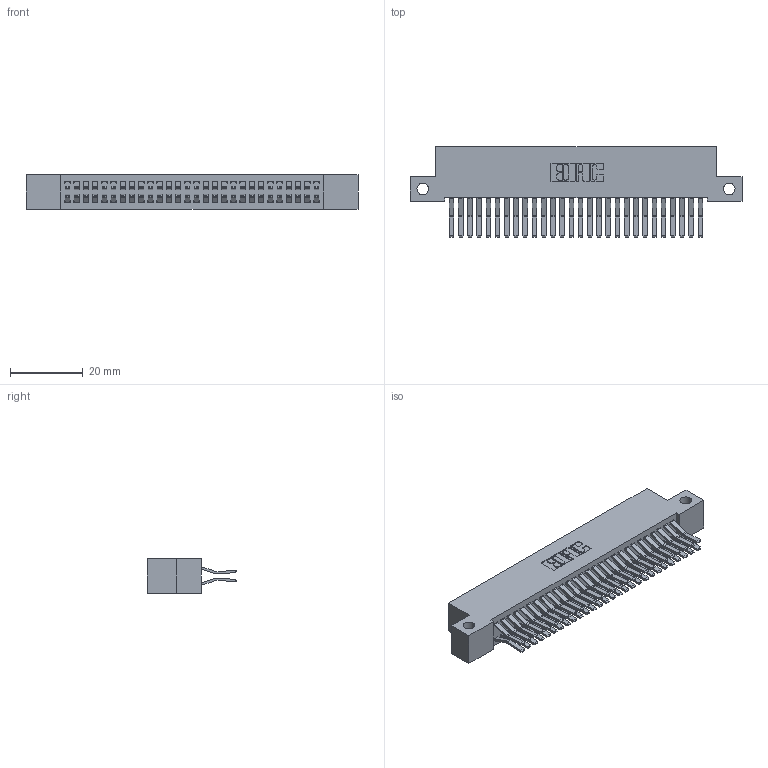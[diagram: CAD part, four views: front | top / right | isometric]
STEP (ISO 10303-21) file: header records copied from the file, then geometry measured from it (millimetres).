
FILE_DESCRIPTION (( 'STEP AP203' ), '1' );
FILE_NAME ('342-056-560-212.STEP', '2019-10-03T11:50:57', ( '' ), ( '' ), 'SwSTEP 2.0', 'SolidWorks 2016', '' );
FILE_SCHEMA (( 'CONFIG_CONTROL_DESIGN' ));
Length unit declared in the file: inch
Products named in the file (3): 342 Part_Side Mount; 345-292-001_560 Tail; 342-056-560-212
Assembly tree (57 placements, depth 2):
  342-056-560-212
    342 Part_Side Mount
    345-292-001_560 Tail  x56
Bounding box: 91.44 x 24.78 x 9.4 mm (x, y, z)
Volume: 8443.3 mm3; surface area: 14120.5 mm2
Topology: 57 solids, 57 shells, 3134 faces, 9315 edges, 6134 vertices
Faces by surface type: plane 2082, cylinder 1052
Entity records: 19783 total; most frequent: CARTESIAN_POINT 3294, ORIENTED_EDGE 3230, DIRECTION 2843, EDGE_CURVE 1615, LINE 1483, VECTOR 1483, VERTEX_POINT 1074, AXIS2_PLACEMENT_3D 680
